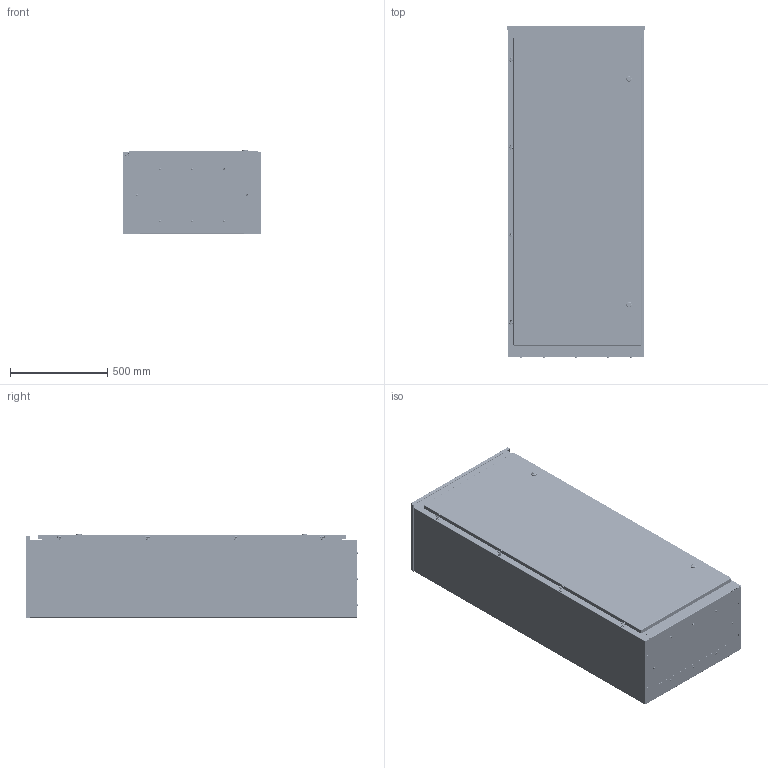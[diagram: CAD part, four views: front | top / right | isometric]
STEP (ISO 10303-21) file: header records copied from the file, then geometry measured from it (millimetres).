
FILE_DESCRIPTION (( 'STEP AP214' ), '1' );
FILE_NAME ('ØÐÑ-3 IP54.STEP', '2020-12-07T13:07:21', ( '' ), ( '' ), 'SwSTEP 2.0', 'SolidWorks 2019', '' );
FILE_SCHEMA (( 'AUTOMOTIVE_DESIGN' ));
Length unit declared in the file: millimetre
Products named in the file (28): ÌÈ-547.01.02.000-Ñòåíêà ëåâàÿ â ñáîðå; ÌÈ-547.01.01.002-Øâåëëåð; pan head cross recess screw_din_DIN EN ISO 7045 - M6 x 16 - Z - 16N; ﾘﾐﾑ-3 IP54; ÌÈ-547.01.01.001-Ñòåíêà ïðàâàÿ; ÌÈ-547.00.00.003 Øâåëëåð; ÌÈ-547.01.00.000-Êîðïóñ â ñáîðå; Çàìîê áîëüøîé; ÌÈ-547.01.00.002-Ïåðåìû÷êà íèæíÿÿ; ÌÈ-547.00.00.001 Óãîëîê ìîíòàæíûé; Øïèëüêà ïðèâàðíàÿ Ì6õ12; 昈-547.04.00.001-眈翴錪; Øàéáà êðîâåëüíàÿ 7õ19; ÌÈ-547.02.00.000-Äâåðü â ñáîðå; ﾌﾈ-547.02.00.001-ﾄ粢; ÌÈ-547.01.00.001-Ïåðåìû÷êà âåðõíÿÿ; ﾌﾈ-547.00.00.002 ﾊ煇鳫; 倘-547.01.00.004-署赅; hex flange nut_din_Hexagon Flange Nut DIN 6923 - M6 - N; ÌÈ-547.01.01.000-Ñòåíêà ïðàâàÿ â ñáîðå; ÌÈ-547.01.00.003-Ñòåíêà çàäíÿÿ; ﾘ; Ïåòëÿ îêîííàÿ; ÓÊ èç ïåíîïîëèóðåòåíà íà ïàíåëü; ÓÊ èç ïåíîïîëèóðåòåíà íà äâåðü; ÌÈ-547.01.02.001-Ñòåíêà ëåâàÿ; Íàâåñêà îêîííàÿ; ÌÈ-547.04.00.000-Ïàíåëü â ñáîðå
Assembly tree (127 placements, depth 4):
  ﾘﾐﾑ-3 IP54
    ÌÈ-547.01.00.000-Êîðïóñ â ñáîðå
      ÌÈ-547.01.00.003-Ñòåíêà çàäíÿÿ
      ÌÈ-547.01.01.000-Ñòåíêà ïðàâàÿ â ñáîðå
        ÌÈ-547.01.01.001-Ñòåíêà ïðàâàÿ
        ÌÈ-547.01.01.002-Øâåëëåð  x3
      ÌÈ-547.01.02.000-Ñòåíêà ëåâàÿ â ñáîðå
        ÌÈ-547.01.02.001-Ñòåíêà ëåâàÿ
        ÌÈ-547.01.01.002-Øâåëëåð  x3
        Øïèëüêà ïðèâàðíàÿ Ì6õ12
      ÌÈ-547.01.00.001-Ïåðåìû÷êà âåðõíÿÿ
      ÌÈ-547.01.00.002-Ïåðåìû÷êà íèæíÿÿ
      倘-547.01.00.004-署赅
    ÌÈ-547.02.00.000-Äâåðü â ñáîðå
      ﾌﾈ-547.02.00.001-ﾄ粢
      Øïèëüêà ïðèâàðíàÿ Ì6õ12
      ÓÊ èç ïåíîïîëèóðåòåíà íà äâåðü
      Çàìîê áîëüøîé  x2
    Ïåòëÿ îêîííàÿ  x4
    Íàâåñêà îêîííàÿ  x4
    ﾘ  x4
    hex flange nut_din_Hexagon Flange Nut DIN 6923 - M6 - N  x40
    Øàéáà êðîâåëüíàÿ 7õ19  x16
    ÌÈ-547.00.00.001 Óãîëîê ìîíòàæíûé  x2
    ﾌﾈ-547.00.00.002 ﾊ煇鳫  x2
    ÌÈ-547.00.00.003 Øâåëëåð  x4
    pan head cross recess screw_din_DIN EN ISO 7045 - M6 x 16 - Z - 16N  x26
    ÌÈ-547.04.00.000-Ïàíåëü â ñáîðå
      昈-547.04.00.001-眈翴錪
      ÓÊ èç ïåíîïîëèóðåòåíà íà ïàíåëü
Bounding box: 705 x 1704.78 x 431.8 mm (x, y, z)
Volume: 5911734.7 mm3; surface area: 11362929.2 mm2
Topology: 122 solids, 132 shells, 5247 faces, 13173 edges, 8216 vertices
Faces by surface type: plane 2313, cylinder 1724, cone 644, bspline 258, torus 256, sphere 52
Entity records: 46579 total; most frequent: CARTESIAN_POINT 8914, DIRECTION 7836, ORIENTED_EDGE 7274, EDGE_CURVE 3637, AXIS2_PLACEMENT_3D 2776, VERTEX_POINT 2310, VECTOR 2284, LINE 2284
